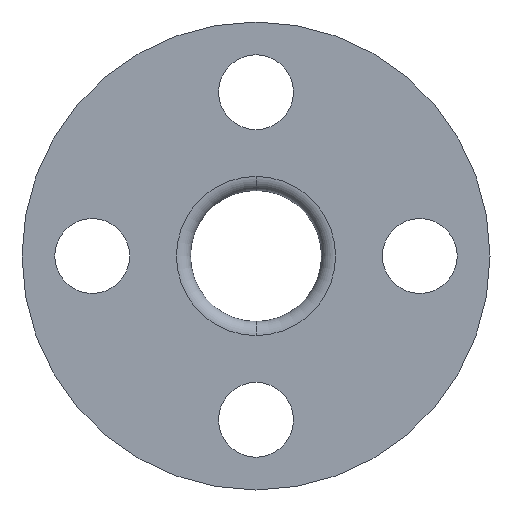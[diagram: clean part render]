
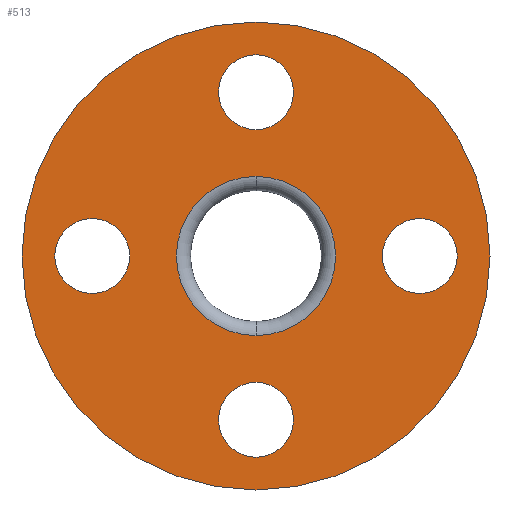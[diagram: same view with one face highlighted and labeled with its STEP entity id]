
A CAD part, left-side view. The second image highlights one B-rep face of the part: STEP entity #513.
In plain terms, the highlighted planar face has unit normal (-1, 0, 0).
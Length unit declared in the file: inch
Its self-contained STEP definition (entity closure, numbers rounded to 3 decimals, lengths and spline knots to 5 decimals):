
#2 = DIRECTION ( 'NONE',  ( 0., 1., 0. ) ) ;
#5 = DIRECTION ( 'NONE',  ( -1., 0., 0. ) ) ;
#11 = DIRECTION ( 'NONE',  ( -1., 0., 0. ) ) ;
#16 = DIRECTION ( 'NONE',  ( -1., 0., 0. ) ) ;
#27 = VERTEX_POINT ( 'NONE', #211 ) ;
#34 = AXIS2_PLACEMENT_3D ( 'NONE', #293, #394, #505 ) ;
#38 = CIRCLE ( 'NONE', #158, 1.0625 ) ;
#39 = CIRCLE ( 'NONE', #52, 0.5 ) ;
#40 = DIRECTION ( 'NONE',  ( 0., 0., -1. ) ) ;
#49 = AXIS2_PLACEMENT_3D ( 'NONE', #237, #522, #701 ) ;
#50 = DIRECTION ( 'NONE',  ( -1., 0., 0. ) ) ;
#52 = AXIS2_PLACEMENT_3D ( 'NONE', #315, #278, #40 ) ;
#64 = EDGE_CURVE ( 'NONE', #199, #529, #492, .T. ) ;
#68 = CARTESIAN_POINT ( 'NONE',  ( 0.42486, 0., 2.1875 ) ) ;
#74 = CIRCLE ( 'NONE', #258, 0.5 ) ;
#75 = ORIENTED_EDGE ( 'NONE', *, *, #64, .F. ) ;
#91 = AXIS2_PLACEMENT_3D ( 'NONE', #68, #16, #296 ) ;
#97 = AXIS2_PLACEMENT_3D ( 'NONE', #323, #670, #710 ) ;
#99 = EDGE_CURVE ( 'NONE', #529, #199, #177, .T. ) ;
#101 = FACE_BOUND ( 'NONE', #192, .T. ) ;
#113 = CIRCLE ( 'NONE', #123, 0.5 ) ;
#118 = DIRECTION ( 'NONE',  ( 0., 0., 1. ) ) ;
#123 = AXIS2_PLACEMENT_3D ( 'NONE', #633, #11, #635 ) ;
#127 = CIRCLE ( 'NONE', #198, 0.5 ) ;
#143 = VERTEX_POINT ( 'NONE', #202 ) ;
#154 = ORIENTED_EDGE ( 'NONE', *, *, #389, .T. ) ;
#158 = AXIS2_PLACEMENT_3D ( 'NONE', #439, #276, #496 ) ;
#159 = CARTESIAN_POINT ( 'NONE',  ( 0.42486, 2.1875, 0.5 ) ) ;
#160 = ORIENTED_EDGE ( 'NONE', *, *, #684, .F. ) ;
#164 = CARTESIAN_POINT ( 'NONE',  ( 0.42486, 0., 0. ) ) ;
#177 = CIRCLE ( 'NONE', #97, 0.5 ) ;
#179 = CARTESIAN_POINT ( 'NONE',  ( 0.42486, -2.1875, 0. ) ) ;
#186 = ORIENTED_EDGE ( 'NONE', *, *, #204, .T. ) ;
#192 = EDGE_LOOP ( 'NONE', ( #75, #357 ) ) ;
#198 = AXIS2_PLACEMENT_3D ( 'NONE', #179, #233, #508 ) ;
#199 = VERTEX_POINT ( 'NONE', #159 ) ;
#202 = CARTESIAN_POINT ( 'NONE',  ( 0.42486, 0., 1.6875 ) ) ;
#204 = EDGE_CURVE ( 'NONE', #27, #470, #38, .T. ) ;
#211 = CARTESIAN_POINT ( 'NONE',  ( 0.42486, 0., -1.0625 ) ) ;
#212 = ORIENTED_EDGE ( 'NONE', *, *, #458, .F. ) ;
#233 = DIRECTION ( 'NONE',  ( -1., 0., 0. ) ) ;
#237 = CARTESIAN_POINT ( 'NONE',  ( 0.42486, 0., 0. ) ) ;
#241 = VERTEX_POINT ( 'NONE', #491 ) ;
#252 = EDGE_LOOP ( 'NONE', ( #482, #160 ) ) ;
#258 = AXIS2_PLACEMENT_3D ( 'NONE', #506, #497, #441 ) ;
#269 = PLANE ( 'NONE',  #691 ) ;
#276 = DIRECTION ( 'NONE',  ( 1., 0., 0. ) ) ;
#278 = DIRECTION ( 'NONE',  ( -1., 0., 0. ) ) ;
#279 = CARTESIAN_POINT ( 'NONE',  ( 0.42486, 0., 0. ) ) ;
#283 = EDGE_CURVE ( 'NONE', #241, #660, #39, .T. ) ;
#284 = CARTESIAN_POINT ( 'NONE',  ( 0.42486, 2.1875, -0.5 ) ) ;
#293 = CARTESIAN_POINT ( 'NONE',  ( 0.42486, 0., 0. ) ) ;
#295 = AXIS2_PLACEMENT_3D ( 'NONE', #279, #499, #339 ) ;
#296 = DIRECTION ( 'NONE',  ( 0., -1., 0. ) ) ;
#310 = ORIENTED_EDGE ( 'NONE', *, *, #428, .F. ) ;
#315 = CARTESIAN_POINT ( 'NONE',  ( 0.42486, -2.1875, 0. ) ) ;
#322 = FACE_BOUND ( 'NONE', #355, .T. ) ;
#323 = CARTESIAN_POINT ( 'NONE',  ( 0.42486, 2.1875, 0. ) ) ;
#328 = VERTEX_POINT ( 'NONE', #629 ) ;
#337 = CARTESIAN_POINT ( 'NONE',  ( 0.42486, 0., -1.6875 ) ) ;
#339 = DIRECTION ( 'NONE',  ( 0., 0., 1. ) ) ;
#354 = CIRCLE ( 'NONE', #91, 0.5 ) ;
#355 = EDGE_LOOP ( 'NONE', ( #704, #186 ) ) ;
#357 = ORIENTED_EDGE ( 'NONE', *, *, #99, .F. ) ;
#360 = EDGE_CURVE ( 'NONE', #648, #429, #509, .T. ) ;
#365 = ORIENTED_EDGE ( 'NONE', *, *, #283, .F. ) ;
#377 = FACE_BOUND ( 'NONE', #658, .T. ) ;
#389 = EDGE_CURVE ( 'NONE', #328, #479, #473, .T. ) ;
#394 = DIRECTION ( 'NONE',  ( -1., 0., 0. ) ) ;
#397 = CARTESIAN_POINT ( 'NONE',  ( 0.42486, 0., -2.6875 ) ) ;
#415 = ORIENTED_EDGE ( 'NONE', *, *, #360, .F. ) ;
#428 = EDGE_CURVE ( 'NONE', #660, #241, #127, .T. ) ;
#429 = VERTEX_POINT ( 'NONE', #337 ) ;
#439 = CARTESIAN_POINT ( 'NONE',  ( 0.42486, 0., 0. ) ) ;
#441 = DIRECTION ( 'NONE',  ( 0., -1., 0. ) ) ;
#449 = DIRECTION ( 'NONE',  ( -1., 0., 0. ) ) ;
#453 = AXIS2_PLACEMENT_3D ( 'NONE', #567, #5, #2 ) ;
#458 = EDGE_CURVE ( 'NONE', #429, #648, #113, .T. ) ;
#470 = VERTEX_POINT ( 'NONE', #488 ) ;
#473 = CIRCLE ( 'NONE', #34, 3.125 ) ;
#479 = VERTEX_POINT ( 'NONE', #709 ) ;
#482 = ORIENTED_EDGE ( 'NONE', *, *, #595, .F. ) ;
#488 = CARTESIAN_POINT ( 'NONE',  ( 0.42486, 0., 1.0625 ) ) ;
#491 = CARTESIAN_POINT ( 'NONE',  ( 0.42486, -2.1875, -0.5 ) ) ;
#492 = CIRCLE ( 'NONE', #652, 0.5 ) ;
#494 = DIRECTION ( 'NONE',  ( 0., 0., 1. ) ) ;
#496 = DIRECTION ( 'NONE',  ( 0., 0., 1. ) ) ;
#497 = DIRECTION ( 'NONE',  ( -1., 0., 0. ) ) ;
#499 = DIRECTION ( 'NONE',  ( 1., 0., 0. ) ) ;
#505 = DIRECTION ( 'NONE',  ( 0., 0., 1. ) ) ;
#506 = CARTESIAN_POINT ( 'NONE',  ( 0.42486, 0., 2.1875 ) ) ;
#508 = DIRECTION ( 'NONE',  ( 0., 0., -1. ) ) ;
#509 = CIRCLE ( 'NONE', #453, 0.5 ) ;
#513 = ADVANCED_FACE ( 'NONE', ( #665, #377, #606, #101, #322, #548 ), #269, .T. ) ;
#522 = DIRECTION ( 'NONE',  ( -1., 0., 0. ) ) ;
#527 = CARTESIAN_POINT ( 'NONE',  ( 0.42486, 0., 2.6875 ) ) ;
#529 = VERTEX_POINT ( 'NONE', #284 ) ;
#538 = EDGE_CURVE ( 'NONE', #470, #27, #620, .T. ) ;
#541 = EDGE_LOOP ( 'NONE', ( #212, #415 ) ) ;
#548 = FACE_OUTER_BOUND ( 'NONE', #605, .T. ) ;
#549 = CARTESIAN_POINT ( 'NONE',  ( 0.42486, 2.1875, 0. ) ) ;
#567 = CARTESIAN_POINT ( 'NONE',  ( 0.42486, 0., -2.1875 ) ) ;
#595 = EDGE_CURVE ( 'NONE', #667, #143, #74, .T. ) ;
#605 = EDGE_LOOP ( 'NONE', ( #664, #154 ) ) ;
#606 = FACE_BOUND ( 'NONE', #541, .T. ) ;
#620 = CIRCLE ( 'NONE', #295, 1.0625 ) ;
#629 = CARTESIAN_POINT ( 'NONE',  ( 0.42486, 0., -3.125 ) ) ;
#633 = CARTESIAN_POINT ( 'NONE',  ( 0.42486, 0., -2.1875 ) ) ;
#635 = DIRECTION ( 'NONE',  ( 0., 1., 0. ) ) ;
#642 = CARTESIAN_POINT ( 'NONE',  ( 0.42486, -2.1875, 0.5 ) ) ;
#648 = VERTEX_POINT ( 'NONE', #397 ) ;
#652 = AXIS2_PLACEMENT_3D ( 'NONE', #549, #50, #494 ) ;
#658 = EDGE_LOOP ( 'NONE', ( #310, #365 ) ) ;
#660 = VERTEX_POINT ( 'NONE', #642 ) ;
#664 = ORIENTED_EDGE ( 'NONE', *, *, #724, .T. ) ;
#665 = FACE_BOUND ( 'NONE', #252, .T. ) ;
#667 = VERTEX_POINT ( 'NONE', #527 ) ;
#670 = DIRECTION ( 'NONE',  ( -1., 0., 0. ) ) ;
#684 = EDGE_CURVE ( 'NONE', #143, #667, #354, .T. ) ;
#691 = AXIS2_PLACEMENT_3D ( 'NONE', #164, #449, #118 ) ;
#701 = DIRECTION ( 'NONE',  ( 0., 0., 1. ) ) ;
#704 = ORIENTED_EDGE ( 'NONE', *, *, #538, .T. ) ;
#709 = CARTESIAN_POINT ( 'NONE',  ( 0.42486, 0., 3.125 ) ) ;
#710 = DIRECTION ( 'NONE',  ( 0., 0., 1. ) ) ;
#723 = CIRCLE ( 'NONE', #49, 3.125 ) ;
#724 = EDGE_CURVE ( 'NONE', #479, #328, #723, .T. ) ;
